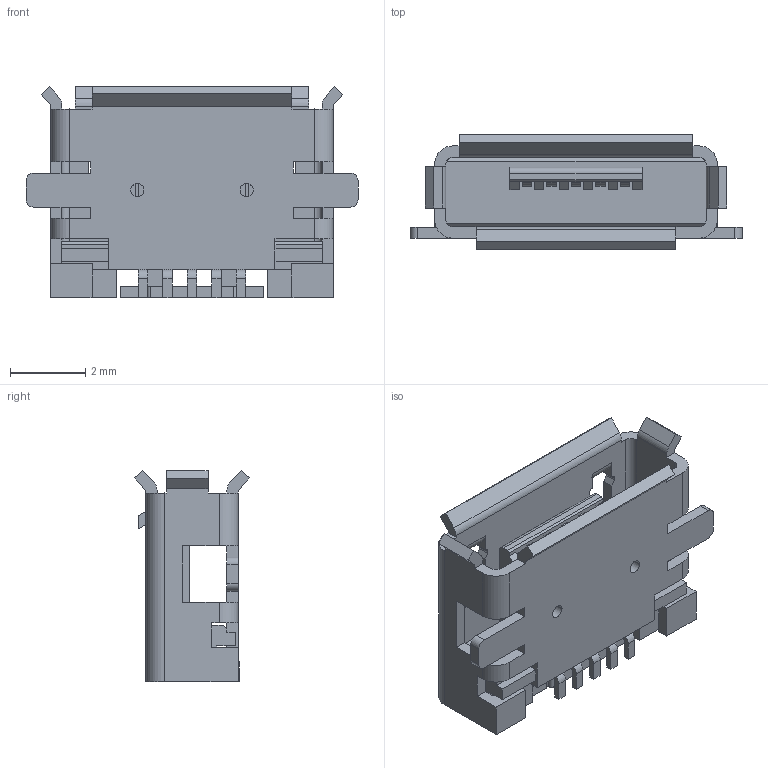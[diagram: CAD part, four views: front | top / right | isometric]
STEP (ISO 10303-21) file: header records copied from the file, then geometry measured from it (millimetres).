
FILE_DESCRIPTION(('STEP AP242'),'1');
FILE_NAME('2399615_1981584-1.stp','2018-11-12T03:01:04',('TraceParts'),('TraceParts S.A.'),'Spatial InterOp 3D',' ',' ');
FILE_SCHEMA(('AP242_MANAGED_MODEL_BASED_3D_ENGINEERING_MIM_LF {1 0 10303 442 1 1 4}'));
Length unit declared in the file: millimetre
Products named in the file (1): 2399615_1981584-1
Bounding box: 8.8 x 3.05 x 5.6 mm (x, y, z)
Volume: 43.5 mm3; surface area: 279.3 mm2
Topology: 1 solids, 1 shells, 345 faces, 1066 edges, 694 vertices
Faces by surface type: plane 267, cylinder 78
Entity records: 11813 total; most frequent: ORIENTED_EDGE 2132, CARTESIAN_POINT 2116, DIRECTION 1912, EDGE_CURVE 1066, LINE 908, VECTOR 908, VERTEX_POINT 694, AXIS2_PLACEMENT_3D 502
